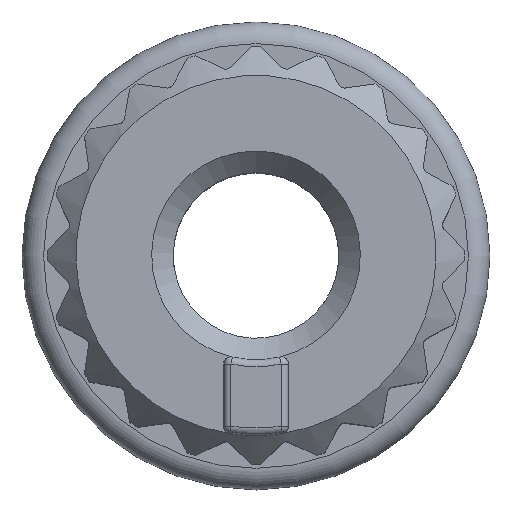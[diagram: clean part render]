
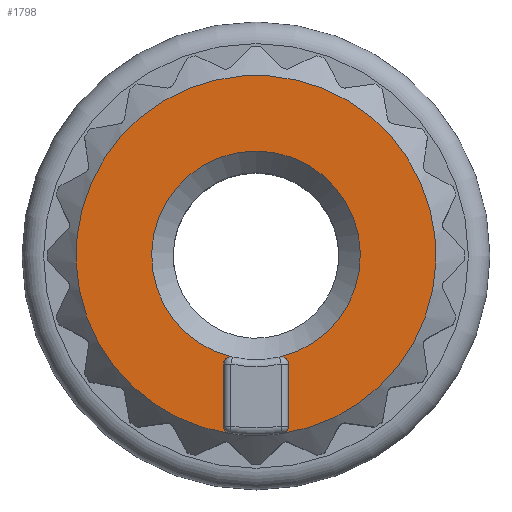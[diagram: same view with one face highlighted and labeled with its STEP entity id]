
A CAD part, top view. The second image highlights one B-rep face of the part: STEP entity #1798.
In plain terms, the highlighted planar face has unit normal (0, 0, 1).
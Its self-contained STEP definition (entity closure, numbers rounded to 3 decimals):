
#82=LINE('',#2659,#216);
#83=LINE('',#2664,#217);
#216=VECTOR('',#2138,0.864);
#217=VECTOR('',#2143,0.864);
#353=PLANE('',#1928);
#408=FACE_OUTER_BOUND('',#516,.T.);
#516=EDGE_LOOP('',(#1186,#1187,#1188,#1189,#1190,#1191,#1192,#1193));
#625=CIRCLE('',#1926,1.45);
#627=CIRCLE('',#1929,2.5);
#628=CIRCLE('',#1930,0.1);
#629=CIRCLE('',#1931,0.1);
#630=CIRCLE('',#1932,0.1);
#631=CIRCLE('',#1933,0.1);
#714=VERTEX_POINT('',#2648);
#715=VERTEX_POINT('',#2649);
#716=VERTEX_POINT('',#2653);
#717=VERTEX_POINT('',#2654);
#718=VERTEX_POINT('',#2656);
#719=VERTEX_POINT('',#2658);
#720=VERTEX_POINT('',#2661);
#721=VERTEX_POINT('',#2663);
#899=EDGE_CURVE('',#714,#715,#625,.T.);
#901=EDGE_CURVE('',#716,#717,#627,.T.);
#902=EDGE_CURVE('',#716,#718,#628,.T.);
#903=EDGE_CURVE('',#719,#718,#82,.T.);
#904=EDGE_CURVE('',#719,#715,#629,.T.);
#905=EDGE_CURVE('',#714,#720,#630,.T.);
#906=EDGE_CURVE('',#721,#720,#83,.T.);
#907=EDGE_CURVE('',#721,#717,#631,.T.);
#1186=ORIENTED_EDGE('',*,*,#901,.F.);
#1187=ORIENTED_EDGE('',*,*,#902,.T.);
#1188=ORIENTED_EDGE('',*,*,#903,.F.);
#1189=ORIENTED_EDGE('',*,*,#904,.T.);
#1190=ORIENTED_EDGE('',*,*,#899,.F.);
#1191=ORIENTED_EDGE('',*,*,#905,.T.);
#1192=ORIENTED_EDGE('',*,*,#906,.F.);
#1193=ORIENTED_EDGE('',*,*,#907,.T.);
#1798=ADVANCED_FACE('',(#408),#353,.F.);
#1926=AXIS2_PLACEMENT_3D('',#2650,#2128,#2129);
#1928=AXIS2_PLACEMENT_3D('',#2652,#2132,#2133);
#1929=AXIS2_PLACEMENT_3D('',#2655,#2134,#2135);
#1930=AXIS2_PLACEMENT_3D('',#2657,#2136,#2137);
#1931=AXIS2_PLACEMENT_3D('',#2660,#2139,#2140);
#1932=AXIS2_PLACEMENT_3D('',#2662,#2141,#2142);
#1933=AXIS2_PLACEMENT_3D('',#2665,#2144,#2145);
#2128=DIRECTION('center_axis',(0.,0.,1.));
#2129=DIRECTION('ref_axis',(0.,1.,0.));
#2132=DIRECTION('center_axis',(0.,0.,-1.));
#2133=DIRECTION('ref_axis',(0.,-1.,0.));
#2134=DIRECTION('center_axis',(0.,0.,-1.));
#2135=DIRECTION('ref_axis',(0.,1.,0.));
#2136=DIRECTION('center_axis',(0.,0.,-1.));
#2137=DIRECTION('ref_axis',(-0.146,-0.989,0.));
#2138=DIRECTION('',(0.,-1.,0.));
#2139=DIRECTION('center_axis',(0.,0.,-1.));
#2140=DIRECTION('ref_axis',(-1.,0.,0.));
#2141=DIRECTION('center_axis',(0.,0.,-1.));
#2142=DIRECTION('ref_axis',(-0.226,0.974,0.));
#2143=DIRECTION('',(0.,1.,0.));
#2144=DIRECTION('center_axis',(0.,0.,-1.));
#2145=DIRECTION('ref_axis',(1.,0.,0.));
#2648=CARTESIAN_POINT('',(0.327,-1.413,19.9));
#2649=CARTESIAN_POINT('',(-0.327,-1.413,19.9));
#2650=CARTESIAN_POINT('Origin',(0.,0.,19.9));
#2652=CARTESIAN_POINT('Origin',(0.,0.,19.9));
#2653=CARTESIAN_POINT('',(-0.365,-2.473,19.9));
#2654=CARTESIAN_POINT('',(0.365,-2.473,19.9));
#2655=CARTESIAN_POINT('Origin',(0.,0.,19.9));
#2656=CARTESIAN_POINT('',(-0.45,-2.374,19.9));
#2657=CARTESIAN_POINT('Origin',(-0.35,-2.374,19.9));
#2658=CARTESIAN_POINT('',(-0.45,-1.51,19.9));
#2659=CARTESIAN_POINT('',(-0.45,-1.51,19.9));
#2660=CARTESIAN_POINT('Origin',(-0.35,-1.51,19.9));
#2661=CARTESIAN_POINT('',(0.45,-1.51,19.9));
#2662=CARTESIAN_POINT('Origin',(0.35,-1.51,19.9));
#2663=CARTESIAN_POINT('',(0.45,-2.374,19.9));
#2664=CARTESIAN_POINT('',(0.45,-2.374,19.9));
#2665=CARTESIAN_POINT('Origin',(0.35,-2.374,19.9));
